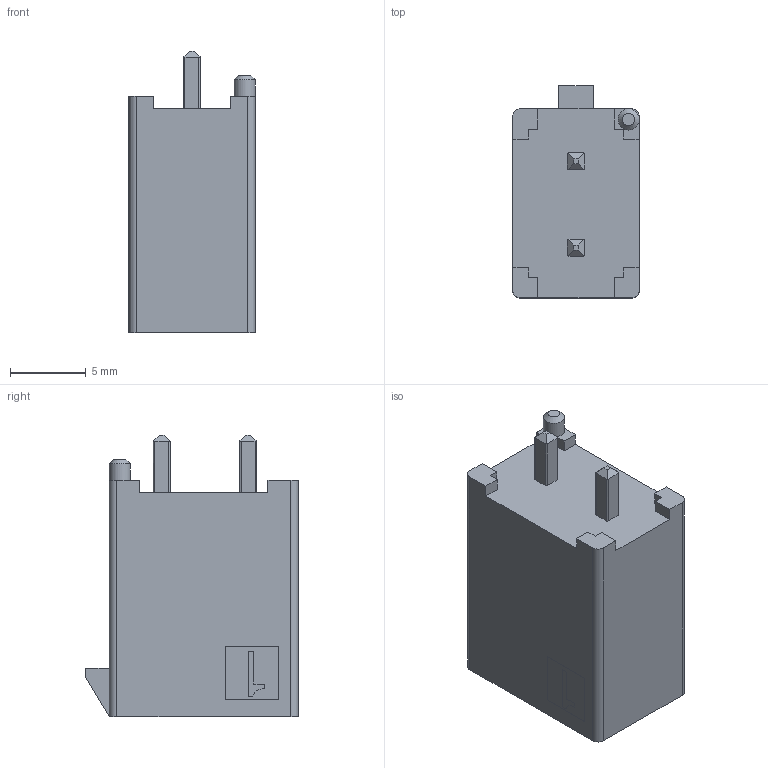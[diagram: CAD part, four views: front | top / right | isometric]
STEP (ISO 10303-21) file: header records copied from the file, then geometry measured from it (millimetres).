
FILE_DESCRIPTION( ( 'STEP AP214' ), '1' );
FILE_NAME( 'psolqas08464211011.stp', '2019-02-18T07:46:42', ( '' ), ( '' ), ' ', 'PARTsolutions', ' ' );
FILE_SCHEMA( ( 'AUTOMOTIVE_DESIGN { 1 0 10303 214 1 1 1 1 }' ) );
Length unit declared in the file: metre
Products named in the file (1): 1
Bounding box: 8.35 x 14.03 x 18.58 mm (x, y, z)
Volume: 941.6 mm3; surface area: 1487.2 mm2
Topology: 1 solids, 1 shells, 172 faces, 476 edges, 314 vertices
Faces by surface type: plane 150, cylinder 21, cone 1
Full cylindrical faces by diameter (mm): 1.4 x1
Entity records: 5419 total; most frequent: CARTESIAN_POINT 1127, ORIENTED_EDGE 948, DIRECTION 778, EDGE_CURVE 474, LINE 376, VECTOR 376, VERTEX_POINT 314, AXIS2_PLACEMENT_3D 201
